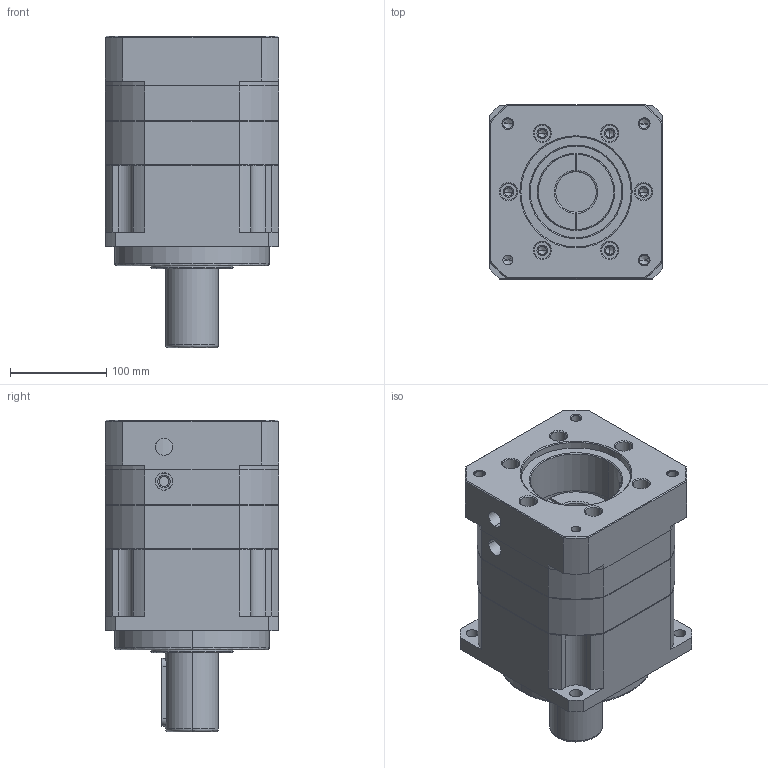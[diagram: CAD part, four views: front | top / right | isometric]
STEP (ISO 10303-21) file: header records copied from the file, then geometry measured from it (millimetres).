
FILE_DESCRIPTION (( 'STEP AP214' ), '1' );
FILE_NAME ('SB180-L1-42-114.3-200M12¼Üµæ°å.STEP', '2021-12-18T06:15:51', ( 'admin' ), ( '' ), 'SwSTEP 2.0', 'SolidWorks 2013', '' );
FILE_SCHEMA (( 'AUTOMOTIVE_DESIGN' ));
Length unit declared in the file: millimetre
Products named in the file (5): SB180_X2_57AB677F_X0_; SB180-114.3-200m12; SB180_X2_58F34F537AEF_X0_-35; SB180_X2_8F9351FA7AEF_X0_; SB180-L1-42-114.3-200M12殤菜啣
Assembly tree (4 placements, depth 2):
  SB180-L1-42-114.3-200M12殤菜啣
    SB180_X2_8F9351FA7AEF_X0_
    SB180_X2_58F34F537AEF_X0_-35
    SB180-114.3-200m12
    SB180_X2_57AB677F_X0_
Bounding box: 180 x 180 x 323 mm (x, y, z)
Volume: 6359264 mm3; surface area: 481829.9 mm2
Topology: 4 solids, 4 shells, 371 faces, 913 edges, 555 vertices
Faces by surface type: cylinder 169, cone 97, plane 96, bspline 9
Entity records: 16099 total; most frequent: CARTESIAN_POINT 2957, DIRECTION 1952, ORIENTED_EDGE 1782, EDGE_CURVE 891, AXIS2_PLACEMENT_3D 776, VERTEX_POINT 555, EDGE_LOOP 450, CIRCLE 407
